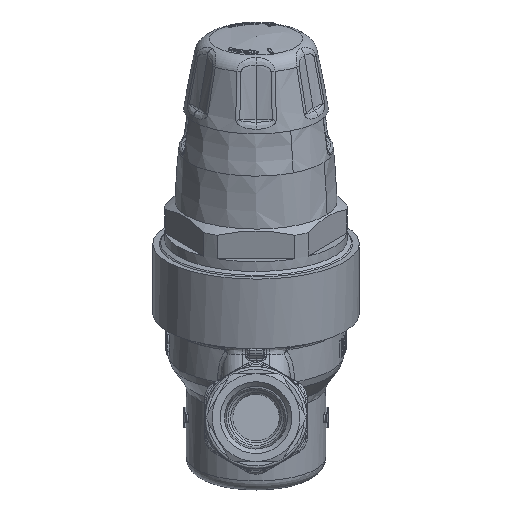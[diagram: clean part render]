
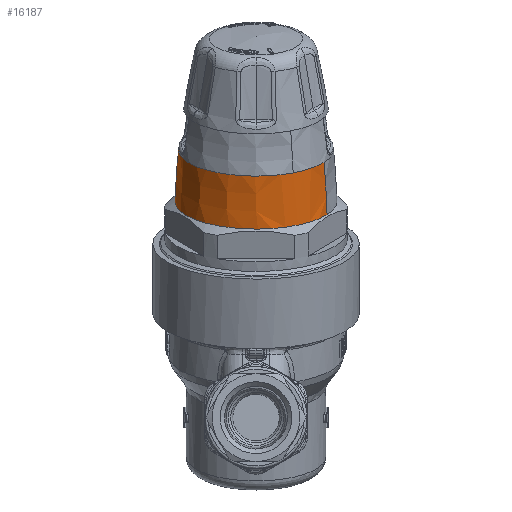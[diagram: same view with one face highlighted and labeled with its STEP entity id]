
A CAD part, front view. The second image highlights one B-rep face of the part: STEP entity #16187.
In plain terms, the highlighted free-form (B-spline) face has degree [3, 2] with [4, 11] control points.
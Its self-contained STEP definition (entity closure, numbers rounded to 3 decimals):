
#1612=(
BOUNDED_SURFACE()
B_SPLINE_SURFACE(3,2,((#23220,#23221,#23222,#23223,#23224,#23225,#23226,
#23227,#23228,#23229,#23230),(#23231,#23232,#23233,#23234,#23235,#23236,
#23237,#23238,#23239,#23240,#23241),(#23242,#23243,#23244,#23245,#23246,
#23247,#23248,#23249,#23250,#23251,#23252),(#23253,#23254,#23255,#23256,
#23257,#23258,#23259,#23260,#23261,#23262,#23263)),.UNSPECIFIED.,.F.,.T.,
 .F.)
B_SPLINE_SURFACE_WITH_KNOTS((4,4),(3,2,2,2,2,3),(7.588,23.622),
(5.77,6.283,7.854,9.425,10.996,
12.053),.UNSPECIFIED.)
GEOMETRIC_REPRESENTATION_ITEM()
RATIONAL_B_SPLINE_SURFACE(((0.871,0.904,1.,0.707,
1.,0.707,1.,0.707,1.,0.803,0.871),
(0.871,0.904,1.,0.707,1.,0.707,
1.,0.707,1.,0.803,0.871),(0.871,
0.904,1.,0.707,1.,0.707,1.,0.707,
1.,0.803,0.871),(0.871,0.904,
1.,0.707,1.,0.707,1.,0.707,1.,0.803,
0.871)))
REPRESENTATION_ITEM('')
SURFACE()
);
#2070=FACE_OUTER_BOUND('',#3088,.T.);
#3088=EDGE_LOOP('',(#10073,#10074,#10075,#10076,#10077));
#5113=CIRCLE('',#17234,0.925);
#5114=CIRCLE('',#17235,9.843);
#5115=CIRCLE('',#17236,0.886);
#5116=CIRCLE('',#17237,0.886);
#5117=CIRCLE('',#17238,9.843);
#6039=VERTEX_POINT('',#23264);
#6040=VERTEX_POINT('',#23265);
#6041=VERTEX_POINT('',#23267);
#6042=VERTEX_POINT('',#23269);
#6043=VERTEX_POINT('',#23271);
#7560=EDGE_CURVE('',#6039,#6040,#5113,.T.);
#7561=EDGE_CURVE('',#6039,#6041,#5114,.T.);
#7562=EDGE_CURVE('',#6042,#6041,#5115,.F.);
#7563=EDGE_CURVE('',#6043,#6042,#5116,.F.);
#7564=EDGE_CURVE('',#6040,#6043,#5117,.T.);
#10073=ORIENTED_EDGE('',*,*,#7560,.F.);
#10074=ORIENTED_EDGE('',*,*,#7561,.T.);
#10075=ORIENTED_EDGE('',*,*,#7562,.F.);
#10076=ORIENTED_EDGE('',*,*,#7563,.F.);
#10077=ORIENTED_EDGE('',*,*,#7564,.F.);
#16187=ADVANCED_FACE('',(#2070),#1612,.F.);
#17234=AXIS2_PLACEMENT_3D('',#23266,#19075,#19076);
#17235=AXIS2_PLACEMENT_3D('',#23268,#19077,#19078);
#17236=AXIS2_PLACEMENT_3D('',#23270,#19079,#19080);
#17237=AXIS2_PLACEMENT_3D('',#23272,#19081,#19082);
#17238=AXIS2_PLACEMENT_3D('',#23273,#19083,#19084);
#19075=DIRECTION('center_axis',(0.,0.342,
-0.94));
#19076=DIRECTION('ref_axis',(1.,0.,0.));
#19077=DIRECTION('center_axis',(-0.479,-0.825,-0.3));
#19078=DIRECTION('ref_axis',(0.874,-0.481,-0.075));
#19079=DIRECTION('center_axis',(0.,0.342,
-0.94));
#19080=DIRECTION('ref_axis',(1.,0.,0.));
#19081=DIRECTION('center_axis',(0.,0.342,
-0.94));
#19082=DIRECTION('ref_axis',(1.,0.,0.));
#19083=DIRECTION('center_axis',(0.479,0.825,0.3));
#19084=DIRECTION('ref_axis',(-0.874,0.416,0.252));
#23220=CARTESIAN_POINT('Ctrl Pts',(-0.812,-0.483,
2.623));
#23221=CARTESIAN_POINT('Ctrl Pts',(-0.925,-0.678,
2.552));
#23222=CARTESIAN_POINT('Ctrl Pts',(-0.925,-0.9,
2.472));
#23223=CARTESIAN_POINT('Ctrl Pts',(-0.925,-1.769,
2.155));
#23224=CARTESIAN_POINT('Ctrl Pts',(0.,-1.769,
2.155));
#23225=CARTESIAN_POINT('Ctrl Pts',(0.925,-1.769,
2.155));
#23226=CARTESIAN_POINT('Ctrl Pts',(0.925,-0.9,
2.472));
#23227=CARTESIAN_POINT('Ctrl Pts',(0.925,-0.03,
2.788));
#23228=CARTESIAN_POINT('Ctrl Pts',(0.,-0.03,
2.788));
#23229=CARTESIAN_POINT('Ctrl Pts',(-0.549,-0.03,
2.788));
#23230=CARTESIAN_POINT('Ctrl Pts',(-0.812,-0.483,
2.623));
#23231=CARTESIAN_POINT('Ctrl Pts',(-0.806,-0.558,
2.82));
#23232=CARTESIAN_POINT('Ctrl Pts',(-0.919,-0.751,
2.749));
#23233=CARTESIAN_POINT('Ctrl Pts',(-0.919,-0.971,
2.669));
#23234=CARTESIAN_POINT('Ctrl Pts',(-0.919,-1.835,
2.355));
#23235=CARTESIAN_POINT('Ctrl Pts',(0.,-1.835,
2.355));
#23236=CARTESIAN_POINT('Ctrl Pts',(0.919,-1.835,
2.355));
#23237=CARTESIAN_POINT('Ctrl Pts',(0.919,-0.971,
2.669));
#23238=CARTESIAN_POINT('Ctrl Pts',(0.919,-0.108,
2.983));
#23239=CARTESIAN_POINT('Ctrl Pts',(0.,-0.108,
2.983));
#23240=CARTESIAN_POINT('Ctrl Pts',(-0.545,-0.108,
2.983));
#23241=CARTESIAN_POINT('Ctrl Pts',(-0.806,-0.558,
2.82));
#23242=CARTESIAN_POINT('Ctrl Pts',(-0.795,-0.635,
3.015));
#23243=CARTESIAN_POINT('Ctrl Pts',(-0.906,-0.826,
2.946));
#23244=CARTESIAN_POINT('Ctrl Pts',(-0.906,-1.043,
2.867));
#23245=CARTESIAN_POINT('Ctrl Pts',(-0.906,-1.894,
2.557));
#23246=CARTESIAN_POINT('Ctrl Pts',(0.,-1.894,
2.557));
#23247=CARTESIAN_POINT('Ctrl Pts',(0.906,-1.894,
2.557));
#23248=CARTESIAN_POINT('Ctrl Pts',(0.906,-1.043,
2.867));
#23249=CARTESIAN_POINT('Ctrl Pts',(0.906,-0.192,
3.176));
#23250=CARTESIAN_POINT('Ctrl Pts',(0.,-0.192,
3.176));
#23251=CARTESIAN_POINT('Ctrl Pts',(-0.537,-0.192,
3.176));
#23252=CARTESIAN_POINT('Ctrl Pts',(-0.795,-0.635,
3.015));
#23253=CARTESIAN_POINT('Ctrl Pts',(-0.777,-0.716,
3.209));
#23254=CARTESIAN_POINT('Ctrl Pts',(-0.886,-0.902,
3.141));
#23255=CARTESIAN_POINT('Ctrl Pts',(-0.886,-1.115,
3.063));
#23256=CARTESIAN_POINT('Ctrl Pts',(-0.886,-1.947,
2.76));
#23257=CARTESIAN_POINT('Ctrl Pts',(0.,-1.947,
2.76));
#23258=CARTESIAN_POINT('Ctrl Pts',(0.886,-1.947,
2.76));
#23259=CARTESIAN_POINT('Ctrl Pts',(0.886,-1.115,
3.063));
#23260=CARTESIAN_POINT('Ctrl Pts',(0.886,-0.283,
3.366));
#23261=CARTESIAN_POINT('Ctrl Pts',(0.,-0.283,
3.366));
#23262=CARTESIAN_POINT('Ctrl Pts',(-0.525,-0.283,
3.366));
#23263=CARTESIAN_POINT('Ctrl Pts',(-0.777,-0.716,
3.209));
#23264=CARTESIAN_POINT('',(0.812,-1.316,2.32));
#23265=CARTESIAN_POINT('',(-0.812,-0.483,2.623));
#23266=CARTESIAN_POINT('Origin',(0.,-0.9,
2.472));
#23267=CARTESIAN_POINT('',(0.777,-1.514,2.918));
#23268=CARTESIAN_POINT('Origin',(-7.822,3.218,3.652));
#23269=CARTESIAN_POINT('',(0.425,-1.846,2.798));
#23270=CARTESIAN_POINT('Origin',(0.,-1.115,
3.063));
#23271=CARTESIAN_POINT('',(-0.777,-0.716,3.209));
#23272=CARTESIAN_POINT('Origin',(0.,-1.115,
3.063));
#23273=CARTESIAN_POINT('Origin',(7.822,-4.813,0.729));
